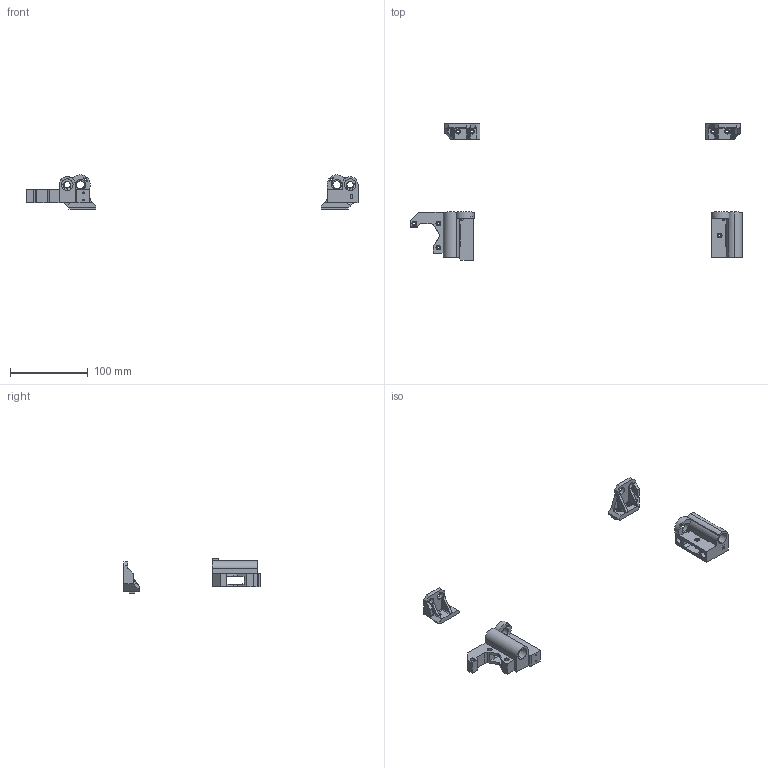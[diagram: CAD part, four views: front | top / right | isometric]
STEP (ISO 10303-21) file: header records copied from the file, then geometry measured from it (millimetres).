
FILE_DESCRIPTION (( 'STEP AP203' ), '1' );
FILE_NAME ('prusa inspired z x.STEP', '2021-03-08T22:21:24', ( '' ), ( '' ), 'SwSTEP 2.0', 'SolidWorks 2018', '' );
FILE_SCHEMA (( 'CONFIG_CONTROL_DESIGN' ));
Length unit declared in the file: millimetre
Products named in the file (1): prusa inspired z x
Bounding box: 427.25 x 175.53 x 43.88 mm (x, y, z)
Volume: 102173.6 mm3; surface area: 52489.2 mm2
Topology: 4 solids, 4 shells, 402 faces, 1116 edges, 712 vertices
Faces by surface type: plane 232, cylinder 146, bspline 16, cone 8
Entity records: 13569 total; most frequent: CARTESIAN_POINT 3164, ORIENTED_EDGE 2208, DIRECTION 2092, EDGE_CURVE 1104, VECTOR 750, LINE 750, VERTEX_POINT 712, AXIS2_PLACEMENT_3D 671
